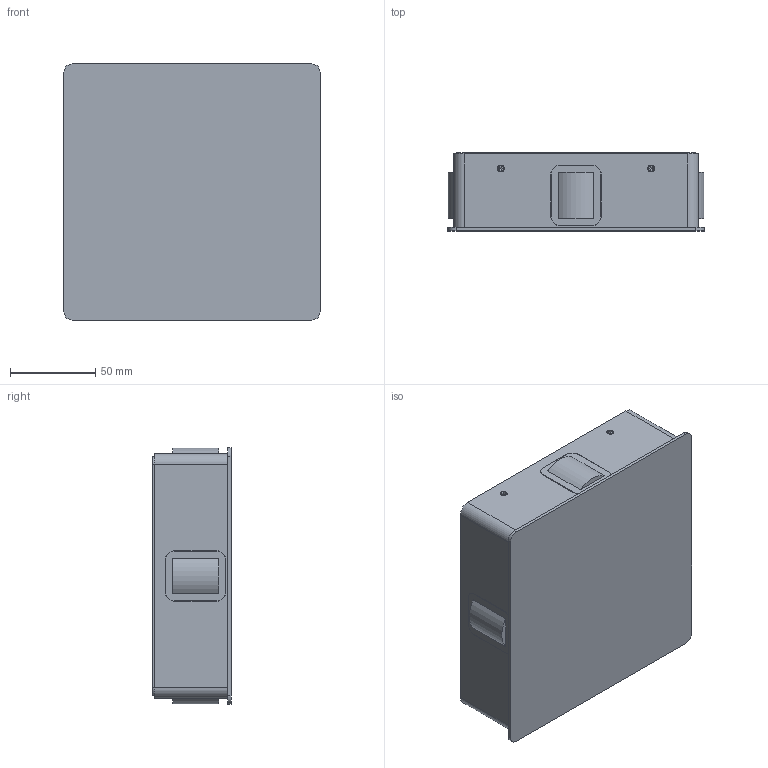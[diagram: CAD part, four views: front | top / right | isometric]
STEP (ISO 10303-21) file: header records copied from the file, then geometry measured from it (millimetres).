
FILE_DESCRIPTION(('CATIA V5 STEP Exchange','CAx-IF Rec.Pracs.--- Model Styling and Organization---1.4--- 2014-01-23','CAx-IF Rec.Pracs.---3D Tessellated Data Validation Properties---0.5---2014-09-14'),'2;1');
FILE_NAME('GW-A131_4.stp','2023-03-20T06:14:52+00:00',('none'),('none'),'CATIA Version 5-6 Release 2018','CATIA V5 STEP AP242','none');
FILE_SCHEMA(('AP242_MANAGED_MODEL_BASED_3D_ENGINEERING_MIM_LF {1 0 10303 442 1 1 4}'));
Length unit declared in the file: millimetre
Products named in the file (17): 装配图; GW-A130_4后盖; 后盖; 支架; 胶塞; M3×6; 灯体; 硅胶圈; M3×6.1; 透镜; 光源.1; 尼龙垫片; 花介子; 地线耳; M4螺丝; M4×8; 电器
Assembly tree (49 placements, depth 3):
  装配图
    GW-A130_4后盖
      后盖
      支架  x4
      胶塞
      M3×6  x8
    灯体
    硅胶圈
    M3×6.1  x8
    透镜  x4
    光源.1  x4
    尼龙垫片  x8
    花介子
    地线耳
    M4螺丝
    M4×8  x4
    电器
Bounding box: 150 x 45.7 x 150 mm (x, y, z)
Volume: 314105.2 mm3; surface area: 196287.8 mm2
Topology: 52 solids, 52 shells, 2146 faces, 5869 edges, 3859 vertices
Faces by surface type: cylinder 1117, plane 768, torus 80, cone 70, sphere 44, extrusion 35, bspline 32
Entity records: 30406 total; most frequent: CARTESIAN_POINT 11609, ORIENTED_EDGE 4242, DIRECTION 2951, EDGE_CURVE 2121, VERTEX_POINT 1387, AXIS2_PLACEMENT_3D 1209, VECTOR 1054, LINE 1019
